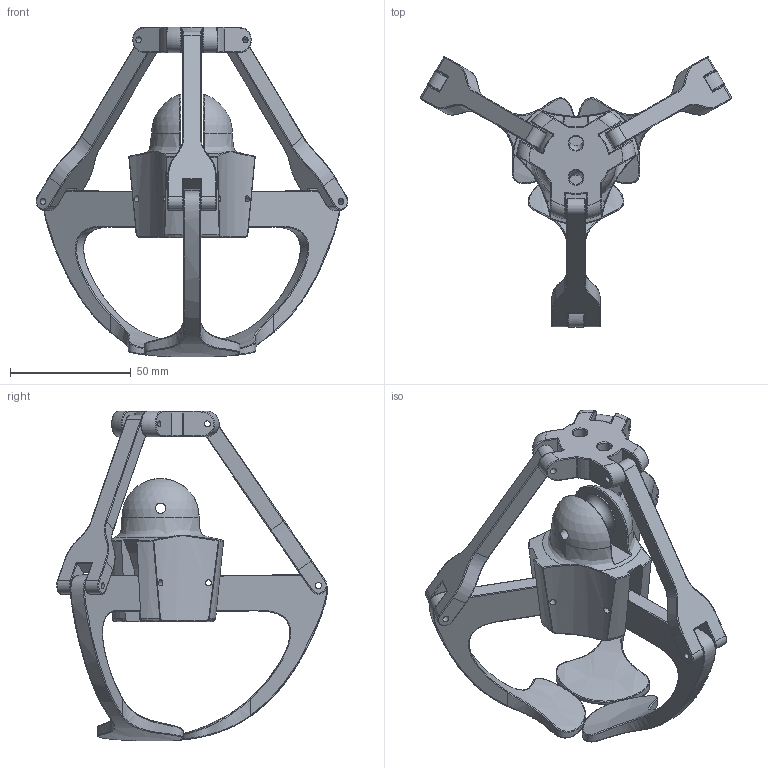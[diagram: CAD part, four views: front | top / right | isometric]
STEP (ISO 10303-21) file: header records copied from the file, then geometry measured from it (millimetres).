
FILE_DESCRIPTION(/* description */ (''),/* implementation_level */ '2;1');
FILE_NAME(/* name */ 'PinceV3.step',/* time_stamp */ '2023-04-09T15:49:12+02:00',/* author */ (''),/* organization */ (''),/* preprocessor_version */ 'ST-DEVELOPER v19.2',/* originating_system */ 'Autodesk Translation Framework v12.4.0.73',/* authorisation */ '');
FILE_SCHEMA (('AUTOMOTIVE_DESIGN { 1 0 10303 214 3 1 1 }'));
Length unit declared in the file: millimetre
Products named in the file (6): PinceX2-modif-C; Component2; Component1; Component3; Component4; Component5
Assembly tree (9 placements, depth 2):
  PinceX2-modif-C
    Component1  x3
    Component2
    Component3
    Component4  x3
    Component5
Bounding box: 128.9 x 111.87 x 136.27 mm (x, y, z)
Volume: 117917.9 mm3; surface area: 46285.3 mm2
Topology: 9 solids, 9 shells, 432 faces, 1022 edges, 608 vertices
Faces by surface type: cylinder 160, bspline 100, torus 83, plane 68, cone 13, sphere 8
Full cylindrical faces by diameter (mm): 2.537 x28, 4.245 x2, 5.267 x1, 5.813 x2, 19.377 x2
Entity records: 12022 total; most frequent: CARTESIAN_POINT 5359, ORIENTED_EDGE 1376, DIRECTION 1347, EDGE_CURVE 688, AXIS2_PLACEMENT_3D 587, VERTEX_POINT 412, CIRCLE 336, EDGE_LOOP 332
